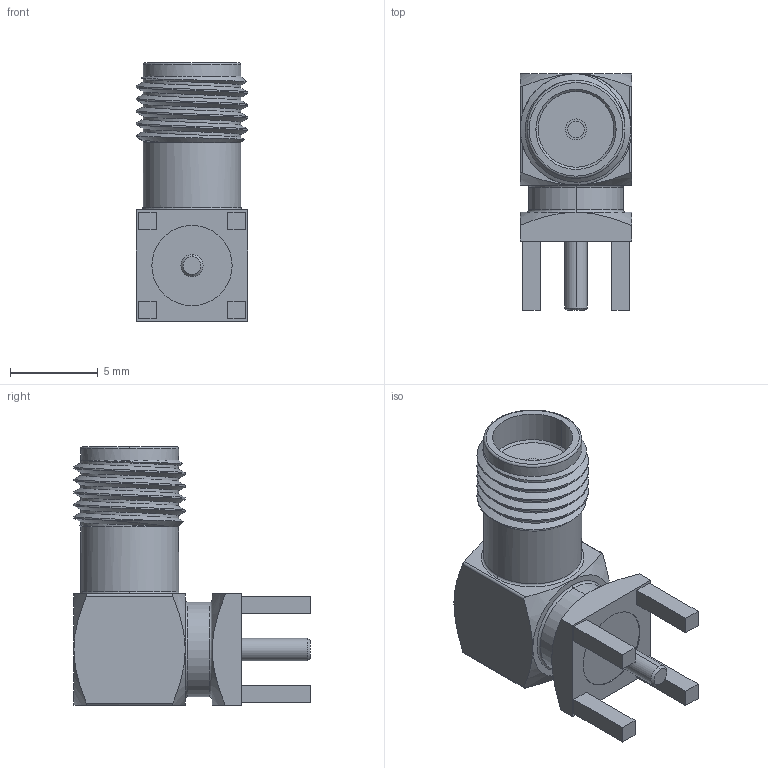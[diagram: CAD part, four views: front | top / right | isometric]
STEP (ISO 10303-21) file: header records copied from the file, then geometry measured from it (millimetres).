
FILE_DESCRIPTION (( 'STEP AP203' ), '1' );
FILE_NAME ('FMCN44199_3D.step', '2022-11-29T19:23:33', ( '' ), ( '' ), 'SwSTEP 2.0', 'SolidWorks 2021', '' );
FILE_SCHEMA (( 'CONFIG_CONTROL_DESIGN' ));
Length unit declared in the file: inch
Products named in the file (1): FMCN44199_3D
Bounding box: 6.35 x 13.46 x 14.73 mm (x, y, z)
Volume: 553.6 mm3; surface area: 633.3 mm2
Topology: 1 solids, 1 shells, 95 faces, 227 edges, 146 vertices
Faces by surface type: plane 38, cylinder 28, cone 18, torus 8, bspline 3
Full cylindrical faces by diameter (mm): 5.582 x2
Entity records: 4567 total; most frequent: CARTESIAN_POINT 2409, ORIENTED_EDGE 450, DIRECTION 401, EDGE_CURVE 225, AXIS2_PLACEMENT_3D 156, VERTEX_POINT 146, EDGE_LOOP 109, FACE_OUTER_BOUND 97
